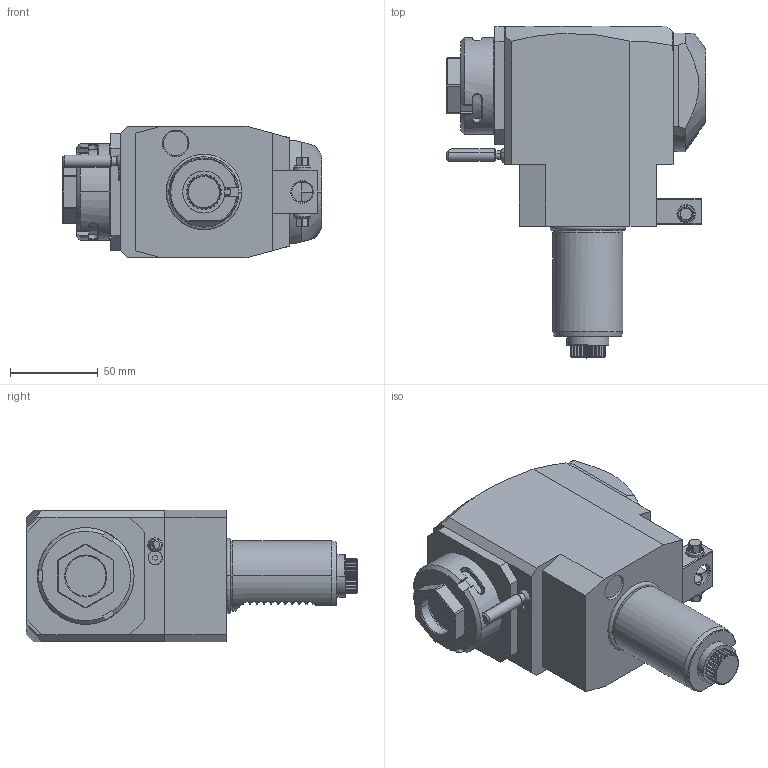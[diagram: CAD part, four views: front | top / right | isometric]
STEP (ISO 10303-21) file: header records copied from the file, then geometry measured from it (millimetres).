
FILE_DESCRIPTION((''),'2;1');
FILE_NAME('NGT1_40_235_32_1_2_80T','2024-10-22T',('vali'),('NOVA GRUP'),'PRO/ENGINEER BY PARAMETRIC TECHNOLOGY CORPORATION, 2010280','PRO/ENGINEER BY PARAMETRIC TECHNOLOGY CORPORATION, 2010280','');
FILE_SCHEMA(('CONFIG_CONTROL_DESIGN'));
Length unit declared in the file: millimetre
Products named in the file (1): NGT1_40_235_32_1_2_80T
Bounding box: 147.5 x 189 x 75 mm (x, y, z)
Volume: 965746.5 mm3; surface area: 72046.1 mm2
Topology: 1 solids, 1 shells, 458 faces, 1271 edges, 831 vertices
Faces by surface type: plane 192, cylinder 172, cone 80, bspline 8, torus 4, sphere 2
Entity records: 19024 total; most frequent: CARTESIAN_POINT 7664, ORIENTED_EDGE 2542, DIRECTION 2147, EDGE_CURVE 1271, VERTEX_POINT 831, AXIS2_PLACEMENT_3D 767, VECTOR 613, LINE 613
